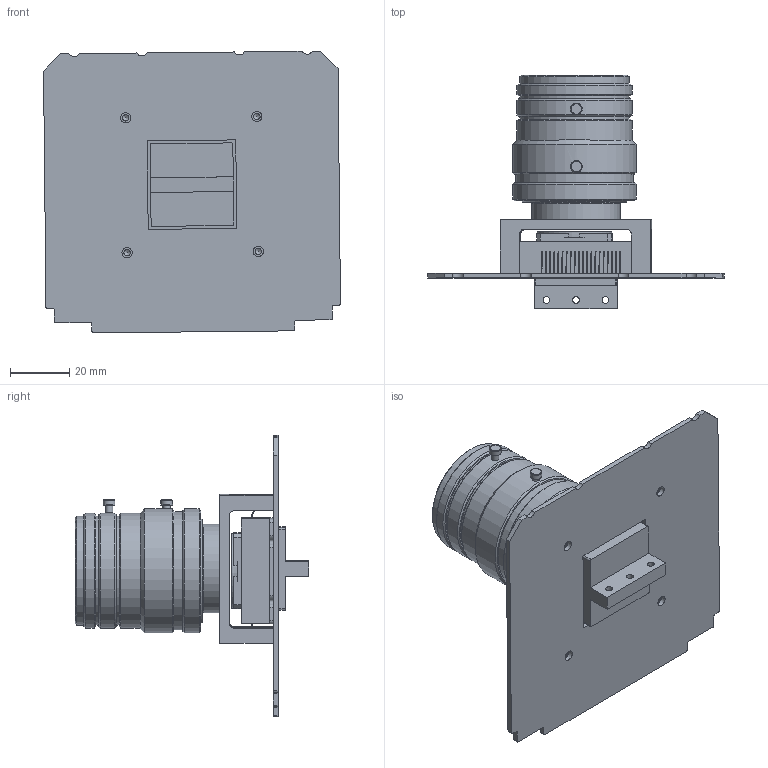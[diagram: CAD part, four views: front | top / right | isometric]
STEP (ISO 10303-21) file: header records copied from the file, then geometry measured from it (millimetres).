
FILE_DESCRIPTION(/* description */ (''),/* implementation_level */ '2;1');
FILE_NAME(/* name */ 'OreSat-9001-B.stp',/* time_stamp */ '2020-04-24T11:06:19-04:00',/* author */ ('Steve Cole'),/* organization */ (''),/* preprocessor_version */ 'ST-DEVELOPER v16.13',/* originating_system */ 'Autodesk Inventor 2018',/* authorisation */ '');
FILE_SCHEMA (('AUTOMOTIVE_DESIGN { 1 0 10303 214 3 1 1 }'));
Length unit declared in the file: millimetre
Products named in the file (9): OreSat-9001-A; OreSat-3001-A; OreSat-9002-A; OreSat-3003-B; OreSat-4001-A; OreSat-5001-B; OreSat-2001-C; OreSat-3004-A; OreSat-3005-A
Assembly tree (8 placements, depth 3):
  OreSat-9001-A
    OreSat-3001-A
    OreSat-9002-A
      OreSat-3003-B
      OreSat-4001-A
      OreSat-5001-B
      OreSat-2001-C
    OreSat-3004-A
    OreSat-3005-A
Bounding box: 100.62 x 79.21 x 95.5 mm (x, y, z)
Volume: 98363.2 mm3; surface area: 45105.9 mm2
Topology: 9 solids, 9 shells, 385 faces, 924 edges, 616 vertices
Faces by surface type: plane 217, cylinder 109, bspline 40, cone 19
Full cylindrical faces by diameter (mm): 0.533 x12, 0.787 x4, 2.159 x4, 2.283 x3, 2.5 x2, 3.175 x4, 3.454 x4, 4 x2, 6 x1, 18 x1, 24.369 x1, 24.536 x1, 25.4 x2, 30 x1, 37 x3, 39 x3, 40 x1, 42 x2
Entity records: 16117 total; most frequent: CARTESIAN_POINT 6811, DIRECTION 1906, ORIENTED_EDGE 1650, EDGE_CURVE 825, AXIS2_PLACEMENT_3D 760, VERTEX_POINT 587, EDGE_LOOP 566, LINE 386
